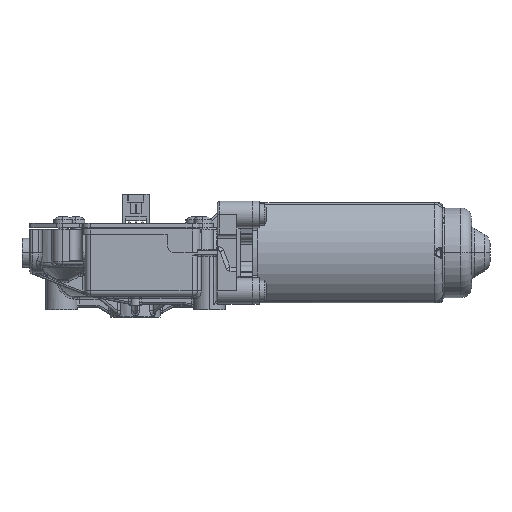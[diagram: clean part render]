
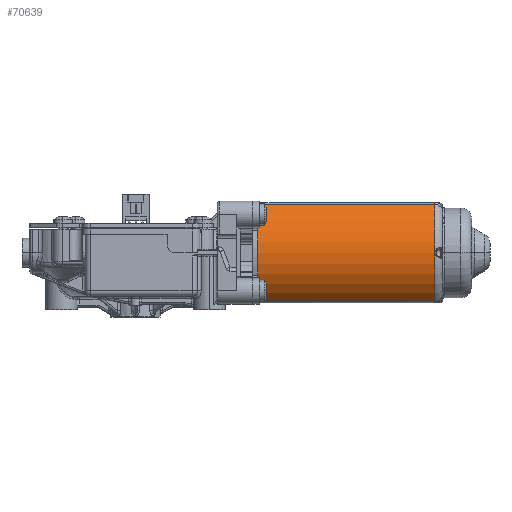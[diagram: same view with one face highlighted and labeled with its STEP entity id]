
A CAD part, top view. The second image highlights one B-rep face of the part: STEP entity #70639.
In plain terms, the highlighted cylindrical face has radius 24 mm (diameter 48 mm), a partial arc.
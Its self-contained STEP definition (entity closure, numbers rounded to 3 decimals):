
#64210=CARTESIAN_POINT('',(0.,2.,0.));
#64211=DIRECTION('',(0.,-1.,0.));
#64212=DIRECTION('',(-0.648,0.,0.762));
#64213=AXIS2_PLACEMENT_3D('',#64210,#64211,#64212);
#64453=DIRECTION('',(0.,-1.,0.));
#64454=VECTOR('',#64453,67.);
#64455=CARTESIAN_POINT('',(-15.545,69.,18.286));
#64456=LINE('',#64455,#64454);
#64457=DIRECTION('',(0.,1.,0.));
#64458=VECTOR('',#64457,67.);
#64459=CARTESIAN_POINT('',(-15.545,2.,-18.286));
#64460=LINE('',#64459,#64458);
#65119=CARTESIAN_POINT('',(0.,69.,0.));
#65120=DIRECTION('',(0.,-1.,0.));
#65121=DIRECTION('',(-0.648,0.,0.762));
#65122=AXIS2_PLACEMENT_3D('',#65119,#65120,#65121);
#65334=CARTESIAN_POINT('',(-15.545,69.,-18.286));
#66303=VERTEX_POINT('',#65334);
#66494=CARTESIAN_POINT('',(-15.545,69.,18.286));
#66495=CARTESIAN_POINT('',(-15.545,2.,18.286));
#66496=VERTEX_POINT('',#66494);
#66497=VERTEX_POINT('',#66495);
#66513=CARTESIAN_POINT('',(-15.545,2.,-18.286));
#66514=VERTEX_POINT('',#66513);
#70625=CARTESIAN_POINT('',(0.,-4.4,0.));
#70626=DIRECTION('',(0.,1.,0.));
#70627=DIRECTION('',(1.,0.,0.));
#70628=AXIS2_PLACEMENT_3D('',#70625,#70626,#70627);
#70629=CYLINDRICAL_SURFACE('',#70628,24.);
#70631=ORIENTED_EDGE('',*,*,#70630,.F.);
#70633=ORIENTED_EDGE('',*,*,#70632,.T.);
#70634=ORIENTED_EDGE('',*,*,#70321,.T.);
#70636=ORIENTED_EDGE('',*,*,#70635,.T.);
#70637=EDGE_LOOP('',(#70631,#70633,#70634,#70636));
#70638=FACE_OUTER_BOUND('',#70637,.F.);
#70639=ADVANCED_FACE('',(#70638),#70629,.T.);
#64214=CIRCLE('',#64213,24.);
#65123=CIRCLE('',#65122,24.);
#70321=EDGE_CURVE('',#66497,#66514,#64214,.T.);
#70630=EDGE_CURVE('',#66496,#66303,#65123,.T.);
#70632=EDGE_CURVE('',#66496,#66497,#64456,.T.);
#70635=EDGE_CURVE('',#66514,#66303,#64460,.T.);
